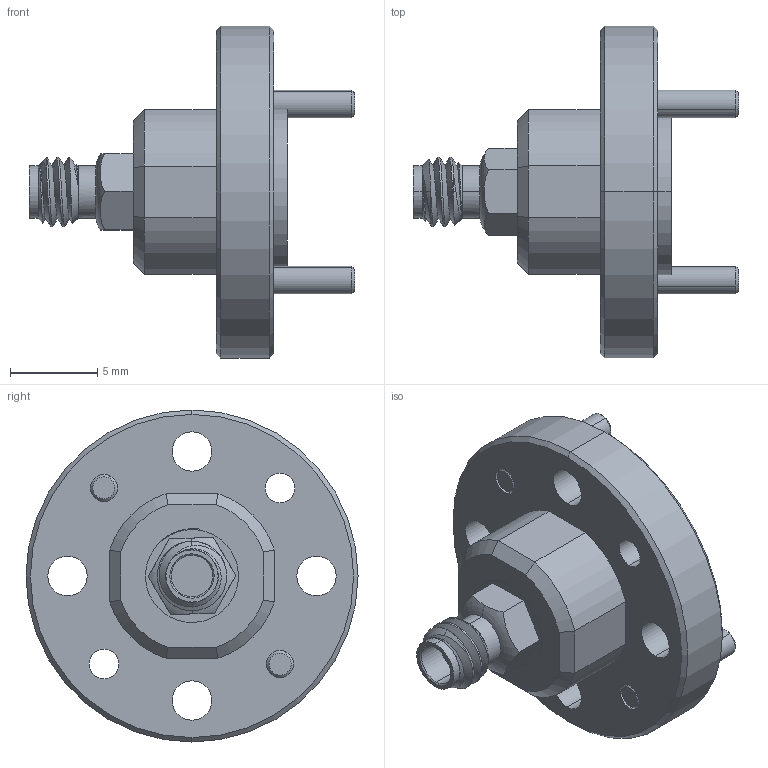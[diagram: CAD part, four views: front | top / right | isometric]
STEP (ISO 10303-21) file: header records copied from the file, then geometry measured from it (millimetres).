
FILE_DESCRIPTION (( 'STEP AP203' ), '1' );
FILE_NAME ('SWC-151F-E1 DEFEATURED.STEP', '2018-01-18T01:52:17', ( '' ), ( '' ), 'SwSTEP 2.0', 'SolidWorks 2016', '' );
FILE_SCHEMA (( 'CONFIG_CONTROL_DESIGN' ));
Length unit declared in the file: millimetre
Products named in the file (1): SWC-151F-E1 DEFEATURED
Bounding box: 18.66 x 19.05 x 19.05 mm (x, y, z)
Volume: 1431.8 mm3; surface area: 1391.6 mm2
Topology: 5 solids, 5 shells, 200 faces, 468 edges, 286 vertices
Faces by surface type: cylinder 72, cone 71, plane 51, bspline 4, torus 2
Entity records: 6919 total; most frequent: CARTESIAN_POINT 2393, ORIENTED_EDGE 928, DIRECTION 920, EDGE_CURVE 464, AXIS2_PLACEMENT_3D 371, VERTEX_POINT 286, EDGE_LOOP 228, FACE_OUTER_BOUND 200
